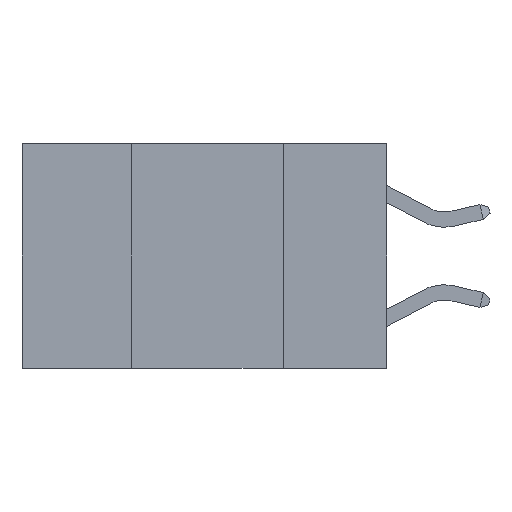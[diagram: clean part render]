
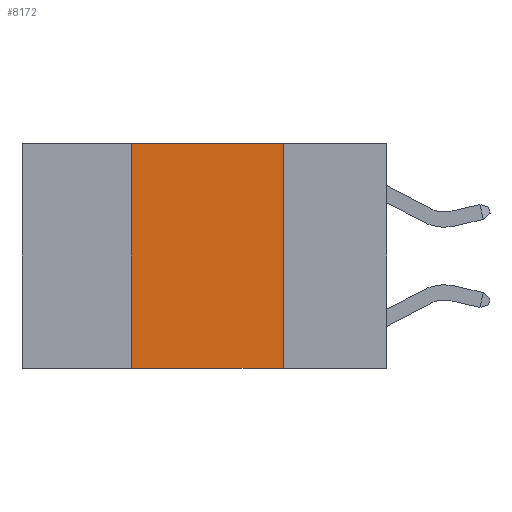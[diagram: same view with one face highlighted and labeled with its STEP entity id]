
A CAD part, left-side view. The second image highlights one B-rep face of the part: STEP entity #8172.
In plain terms, the highlighted planar face has unit normal (-1, 0, 0).
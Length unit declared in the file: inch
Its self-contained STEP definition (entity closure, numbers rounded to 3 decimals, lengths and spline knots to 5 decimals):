
#544 = CARTESIAN_POINT ( 'NONE',  ( 0., 0.17, -0.37 ) ) ;
#912 = VECTOR ( 'NONE', #11877, 39.37008 ) ;
#923 = ORIENTED_EDGE ( 'NONE', *, *, #3344, .F. ) ;
#1062 = CARTESIAN_POINT ( 'NONE',  ( 0., 0.6, 0. ) ) ;
#1118 = CARTESIAN_POINT ( 'NONE',  ( 0., 0.6, 0. ) ) ;
#1286 = VECTOR ( 'NONE', #2508, 39.37008 ) ;
#1297 = CARTESIAN_POINT ( 'NONE',  ( 0., 0.6, -0.37 ) ) ;
#2189 = VECTOR ( 'NONE', #11124, 39.37008 ) ;
#2271 = DIRECTION ( 'NONE',  ( 0., 0., -1. ) ) ;
#2305 = VECTOR ( 'NONE', #12329, 39.37008 ) ;
#2433 = EDGE_LOOP ( 'NONE', ( #3631, #923, #12386, #12719 ) ) ;
#2508 = DIRECTION ( 'NONE',  ( 0., -1., 0. ) ) ;
#2671 = VERTEX_POINT ( 'NONE', #544 ) ;
#3344 = EDGE_CURVE ( 'NONE', #14177, #5799, #5196, .T. ) ;
#3631 = ORIENTED_EDGE ( 'NONE', *, *, #8272, .F. ) ;
#3900 = CARTESIAN_POINT ( 'NONE',  ( 0., 0.17, 0. ) ) ;
#4221 = CARTESIAN_POINT ( 'NONE',  ( 0., 0.42, 0. ) ) ;
#5196 = LINE ( 'NONE', #1118, #2189 ) ;
#5431 = AXIS2_PLACEMENT_3D ( 'NONE', #1062, #8872, #2271 ) ;
#5799 = VERTEX_POINT ( 'NONE', #3900 ) ;
#6669 = FACE_OUTER_BOUND ( 'NONE', #2433, .T. ) ;
#6742 = VERTEX_POINT ( 'NONE', #6966 ) ;
#6909 = LINE ( 'NONE', #4221, #912 ) ;
#6966 = CARTESIAN_POINT ( 'NONE',  ( 0., 0.42, -0.37 ) ) ;
#8172 = ADVANCED_FACE ( 'NONE', ( #6669 ), #13207, .F. ) ;
#8200 = LINE ( 'NONE', #9014, #2305 ) ;
#8272 = EDGE_CURVE ( 'NONE', #5799, #2671, #8200, .T. ) ;
#8872 = DIRECTION ( 'NONE',  ( 1., 0., 0. ) ) ;
#9014 = CARTESIAN_POINT ( 'NONE',  ( 0., 0.17, 0. ) ) ;
#10514 = LINE ( 'NONE', #1297, #1286 ) ;
#10813 = EDGE_CURVE ( 'NONE', #6742, #2671, #10514, .T. ) ;
#11124 = DIRECTION ( 'NONE',  ( 0., -1., 0. ) ) ;
#11877 = DIRECTION ( 'NONE',  ( 0., 0., 1. ) ) ;
#12017 = EDGE_CURVE ( 'NONE', #6742, #14177, #6909, .T. ) ;
#12027 = CARTESIAN_POINT ( 'NONE',  ( 0., 0.42, 0. ) ) ;
#12329 = DIRECTION ( 'NONE',  ( 0., 0., -1. ) ) ;
#12386 = ORIENTED_EDGE ( 'NONE', *, *, #12017, .F. ) ;
#12719 = ORIENTED_EDGE ( 'NONE', *, *, #10813, .T. ) ;
#13207 = PLANE ( 'NONE',  #5431 ) ;
#14177 = VERTEX_POINT ( 'NONE', #12027 ) ;
